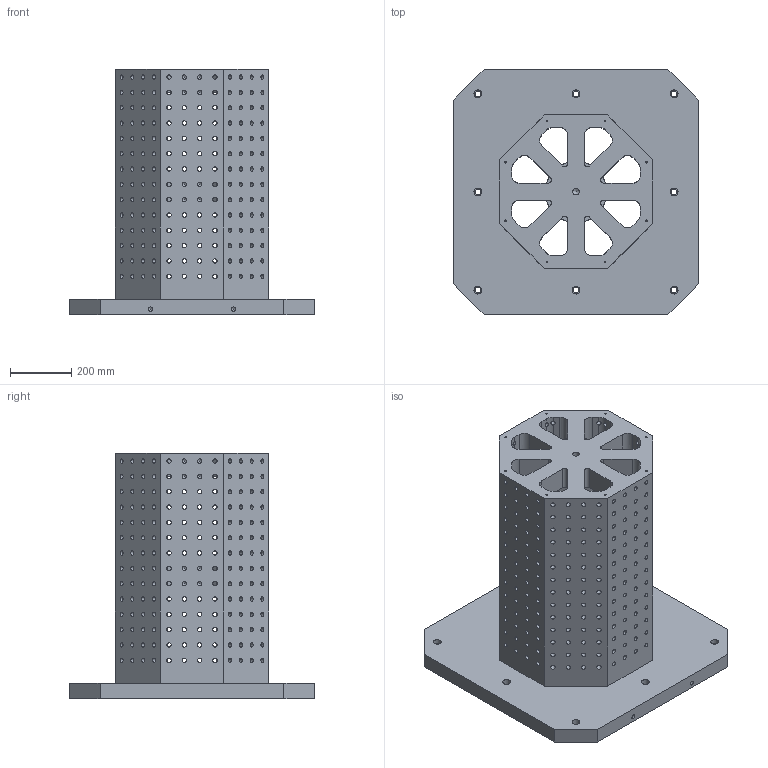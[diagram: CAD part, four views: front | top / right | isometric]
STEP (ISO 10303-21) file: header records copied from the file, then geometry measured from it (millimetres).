
FILE_DESCRIPTION( ( 'Unknown' ), '1' );
FILE_NAME( 'BP34-800800-0800-16.stp', 'Unknown', ( 'S.C.H' ), ( 'Unknown' ), 'XStep 1.0', 'Unknown', ' ' );
FILE_SCHEMA( ( 'CONFIG_CONTROL_DESIGN' ) );
Length unit declared in the file: millimetre
Products named in the file (1): 1
Bounding box: 800 x 800 x 800 mm (x, y, z)
Volume: 82392673.2 mm3; surface area: 4896579.4 mm2
Topology: 1 solids, 1 shells, 991 faces, 3320 edges, 2096 vertices
Faces by surface type: cylinder 604, cone 300, plane 87
Full cylindrical faces by diameter (mm): 5 x8, 14 x451, 18 x8, 21 x1, 26 x8
Entity records: 41214 total; most frequent: CARTESIAN_POINT 15836, DIRECTION 5360, ORIENTED_EDGE 4464, AXIS2_PLACEMENT_3D 2360, EDGE_CURVE 2232, EDGE_LOOP 2136, VERTEX_POINT 1636, FACE_OUTER_BOUND 1467
